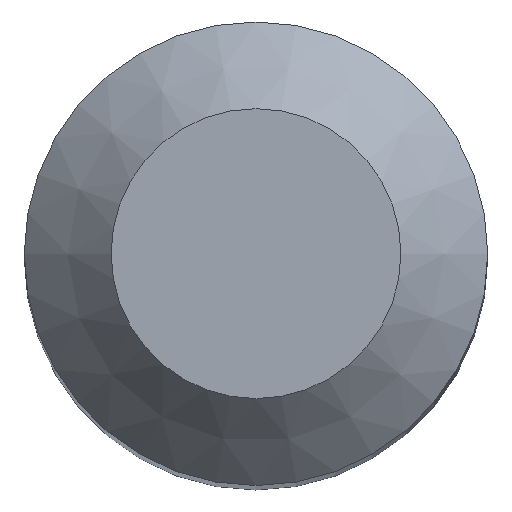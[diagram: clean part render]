
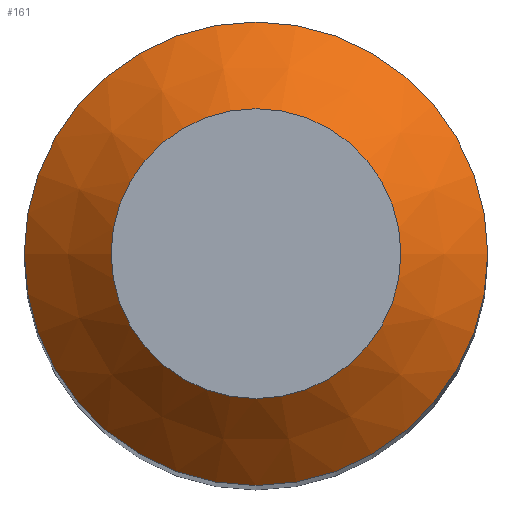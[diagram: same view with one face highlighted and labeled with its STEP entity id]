
A CAD part, top view. The second image highlights one B-rep face of the part: STEP entity #161.
In plain terms, the highlighted conical face has half-angle 45 degrees and reference radius 2.5 mm.
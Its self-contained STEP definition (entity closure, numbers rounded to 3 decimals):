
#87=CONICAL_SURFACE('',#745,2.5,45.);
#95=CIRCLE('',#741,3.998);
#96=CIRCLE('',#744,2.5);
#123=FACE_BOUND('',#245,.T.);
#124=FACE_BOUND('',#246,.T.);
#161=ADVANCED_FACE('',(#123,#124),#87,.T.);
#245=EDGE_LOOP('',(#387));
#246=EDGE_LOOP('',(#388));
#387=ORIENTED_EDGE('',*,*,#602,.F.);
#388=ORIENTED_EDGE('',*,*,#603,.F.);
#514=VERTEX_POINT('',#2683);
#515=VERTEX_POINT('',#2687);
#602=EDGE_CURVE('',#514,#514,#95,.T.);
#603=EDGE_CURVE('',#515,#515,#96,.T.);
#741=AXIS2_PLACEMENT_3D('',#2682,#813,#814);
#744=AXIS2_PLACEMENT_3D('',#2686,#819,#820);
#745=AXIS2_PLACEMENT_3D('',#2688,#821,#822);
#813=DIRECTION('',(0.,0.,-1.));
#814=DIRECTION('',(-1.,0.,0.));
#819=DIRECTION('',(0.,0.,1.));
#820=DIRECTION('',(1.,0.,0.));
#821=DIRECTION('',(0.,0.,-1.));
#822=DIRECTION('',(-1.,0.,0.));
#2682=CARTESIAN_POINT('',(0.,0.,-1.498));
#2683=CARTESIAN_POINT('',(-3.998,0.,-1.498));
#2686=CARTESIAN_POINT('',(0.,0.,0.));
#2687=CARTESIAN_POINT('',(2.5,0.,0.));
#2688=CARTESIAN_POINT('',(0.,0.,0.));
